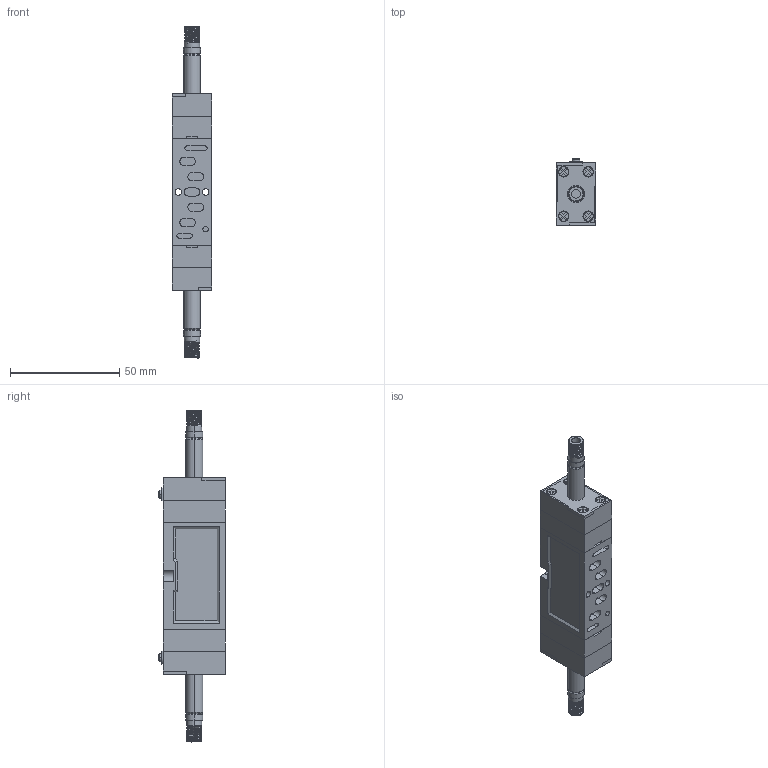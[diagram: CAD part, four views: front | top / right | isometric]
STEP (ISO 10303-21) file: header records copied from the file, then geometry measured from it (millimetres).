
FILE_DESCRIPTION (( 'STEP AP203' ), '1' );
FILE_NAME ('SIE220-IP.STEP', '2016-01-05T01:44:11', ( 'yrd8' ), ( '' ), 'SwSTEP 2.0', 'SolidWorks 2008', '' );
FILE_SCHEMA (( 'CONFIG_CONTROL_DESIGN' ));
Length unit declared in the file: millimetre
Products named in the file (4): SIE200 Semi_ル遽; SIE220-IP; SIE200 Body; SIE200 Pilot_ル遽
Assembly tree (5 placements, depth 2):
  SIE220-IP
    SIE200 Semi_ル遽  x2
    SIE200 Pilot_ル遽  x2
    SIE200 Body
Bounding box: 18 x 30.5 x 152 mm (x, y, z)
Volume: 44636.6 mm3; surface area: 20349.9 mm2
Topology: 9 solids, 9 shells, 412 faces, 1037 edges, 686 vertices
Faces by surface type: plane 276, cylinder 120, cone 12, bspline 4
Entity records: 8724 total; most frequent: CARTESIAN_POINT 2398, ORIENTED_EDGE 1232, DIRECTION 1175, EDGE_CURVE 616, VECTOR 463, LINE 463, VERTEX_POINT 408, AXIS2_PLACEMENT_3D 356
